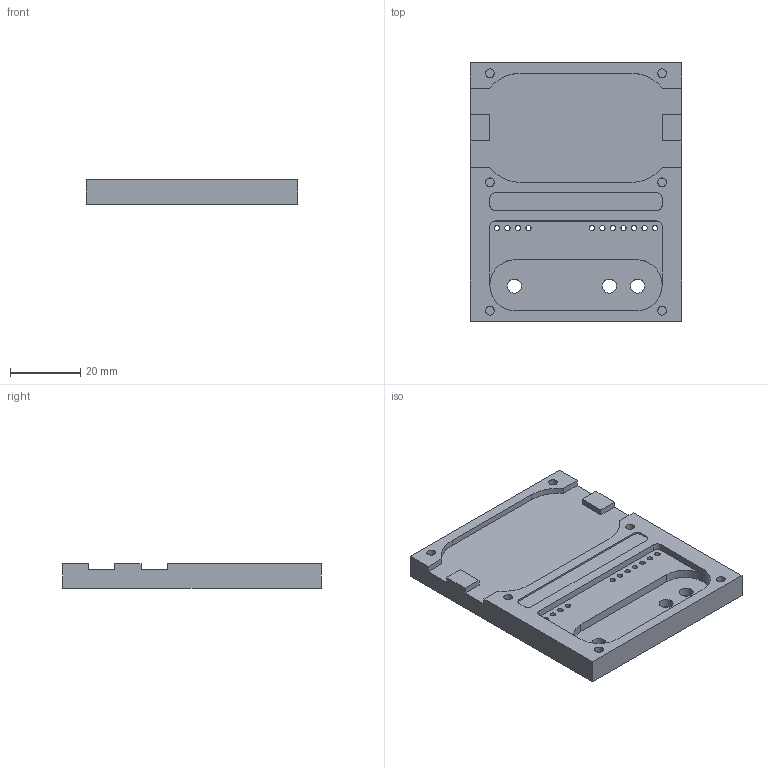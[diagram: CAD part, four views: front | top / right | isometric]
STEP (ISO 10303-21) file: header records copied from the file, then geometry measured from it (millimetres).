
FILE_DESCRIPTION(/* description */ (''),/* implementation_level */ '2;1');
FILE_NAME(/* name */ 'TopCover.step',/* time_stamp */ '2022-08-30T14:00:15+02:00',/* author */ (''),/* organization */ (''),/* preprocessor_version */ 'ST-DEVELOPER v19',/* originating_system */ 'Autodesk Translation Framework v11.7.0.108',/* authorisation */ '');
FILE_SCHEMA (('AUTOMOTIVE_DESIGN { 1 0 10303 214 3 1 1 }'));
Length unit declared in the file: millimetre
Products named in the file (1): TopCover
Bounding box: 60 x 73.5 x 7 mm (x, y, z)
Volume: 23429.5 mm3; surface area: 12036.8 mm2
Topology: 1 solids, 1 shells, 72 faces, 186 edges, 124 vertices
Faces by surface type: plane 40, cylinder 32
Full cylindrical faces by diameter (mm): 1.5 x11, 2.5 x6, 4 x3
Entity records: 2305 total; most frequent: DIRECTION 398, CARTESIAN_POINT 383, ORIENTED_EDGE 372, EDGE_CURVE 186, AXIS2_PLACEMENT_3D 139, VERTEX_POINT 124, LINE 120, VECTOR 120
